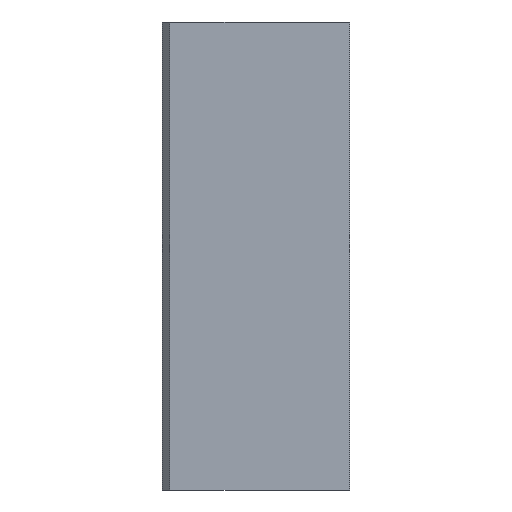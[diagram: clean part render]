
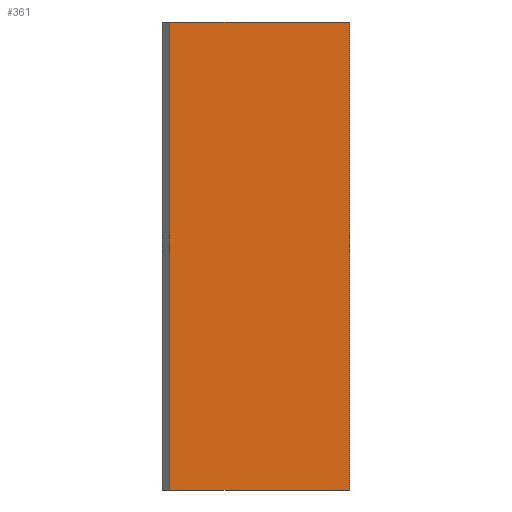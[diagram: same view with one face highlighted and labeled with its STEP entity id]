
A CAD part, left-side view. The second image highlights one B-rep face of the part: STEP entity #361.
In plain terms, the highlighted planar face has unit normal (-1, 0, 0).
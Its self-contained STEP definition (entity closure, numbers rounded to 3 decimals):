
#25=DIRECTION('',(0.,0.,1.));
#26=VECTOR('',#25,1.25);
#27=CARTESIAN_POINT('',(-1.,0.,-0.625));
#28=LINE('',#27,#26);
#89=DIRECTION('',(0.,1.,0.));
#90=VECTOR('',#89,0.48);
#91=CARTESIAN_POINT('',(-1.,0.,0.625));
#92=LINE('',#91,#90);
#117=DIRECTION('',(0.,0.,1.));
#118=VECTOR('',#117,1.25);
#119=CARTESIAN_POINT('',(-1.,0.48,-0.625));
#120=LINE('',#119,#118);
#121=DIRECTION('',(0.,1.,0.));
#122=VECTOR('',#121,0.48);
#123=CARTESIAN_POINT('',(-1.,0.,-0.625));
#124=LINE('',#123,#122);
#145=CARTESIAN_POINT('',(-1.,0.,-0.625));
#146=CARTESIAN_POINT('',(-1.,0.,0.625));
#147=VERTEX_POINT('',#145);
#148=VERTEX_POINT('',#146);
#169=CARTESIAN_POINT('',(-1.,0.48,-0.625));
#170=CARTESIAN_POINT('',(-1.,0.48,0.625));
#171=VERTEX_POINT('',#169);
#172=VERTEX_POINT('',#170);
#349=CARTESIAN_POINT('',(-1.,0.,-0.625));
#350=DIRECTION('',(-1.,0.,0.));
#351=DIRECTION('',(0.,0.,1.));
#352=AXIS2_PLACEMENT_3D('',#349,#350,#351);
#353=PLANE('',#352);
#355=ORIENTED_EDGE('',*,*,#354,.T.);
#356=ORIENTED_EDGE('',*,*,#308,.F.);
#357=ORIENTED_EDGE('',*,*,#218,.F.);
#358=ORIENTED_EDGE('',*,*,#259,.T.);
#359=EDGE_LOOP('',(#355,#356,#357,#358));
#360=FACE_OUTER_BOUND('',#359,.F.);
#218=EDGE_CURVE('',#147,#148,#28,.T.);
#259=EDGE_CURVE('',#147,#171,#124,.T.);
#308=EDGE_CURVE('',#148,#172,#92,.T.);
#354=EDGE_CURVE('',#171,#172,#120,.T.);
#361=ADVANCED_FACE('',(#360),#353,.T.);
